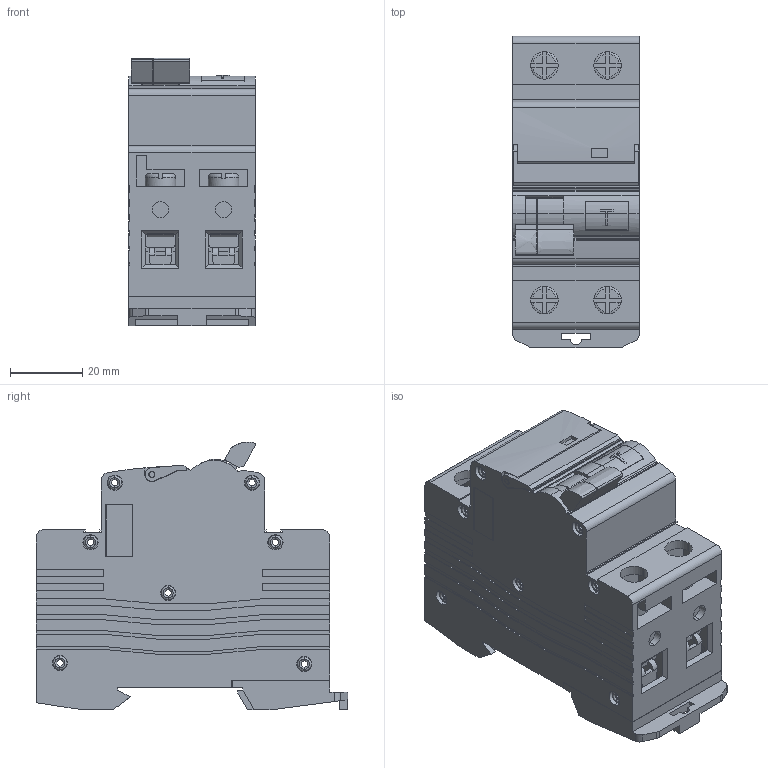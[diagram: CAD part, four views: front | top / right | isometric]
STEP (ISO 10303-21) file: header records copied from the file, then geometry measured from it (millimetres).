
FILE_DESCRIPTION (( 'STEP AP214' ), '1' );
FILE_NAME ('ÀÂÄÒ DVA-6 1P+N 32A (C) 30ìÀ (À) 6êÀ EKF AVERES (rcbo6-1pn-32C-30-a-av).STEP', '2023-09-18T06:19:20', ( '' ), ( '' ), 'SwSTEP 2.0', 'SolidWorks 2021', '' );
FILE_SCHEMA (( 'AUTOMOTIVE_DESIGN' ));
Length unit declared in the file: millimetre
Products named in the file (1): ÀÂÄÒ DVA-6 1P+N 32A (C) 30ìÀ (À) 6êÀ EKF AVERES (rcbo6-1pn-32C-30-a-av)
Bounding box: 35 x 86.2 x 74.18 mm (x, y, z)
Volume: 142338.2 mm3; surface area: 38502.3 mm2
Topology: 33 solids, 34 shells, 884 faces, 2195 edges, 1390 vertices
Faces by surface type: plane 559, cylinder 243, torus 72, bspline 10
Entity records: 28251 total; most frequent: CARTESIAN_POINT 5020, DIRECTION 4505, ORIENTED_EDGE 4390, EDGE_CURVE 2195, AXIS2_PLACEMENT_3D 1507, LINE 1491, VECTOR 1491, VERTEX_POINT 1390
